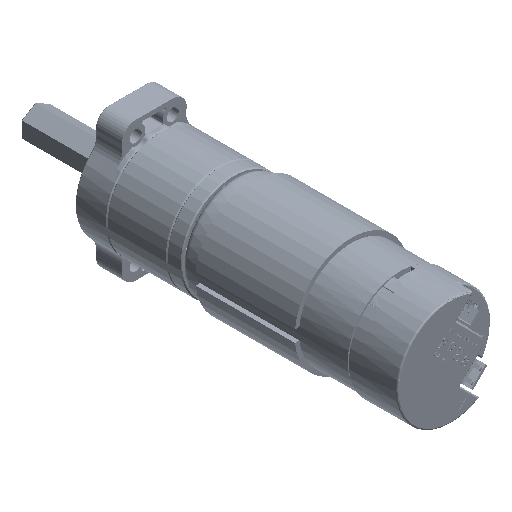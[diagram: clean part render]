
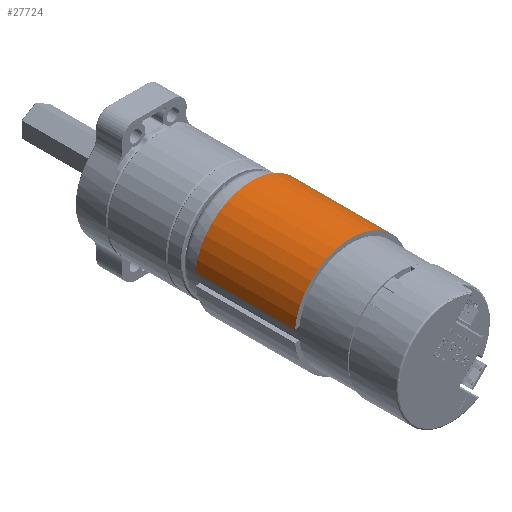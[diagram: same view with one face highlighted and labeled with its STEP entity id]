
A CAD part, isometric view. The second image highlights one B-rep face of the part: STEP entity #27724.
In plain terms, the highlighted cylindrical face has radius 19.5 mm (diameter 39 mm), a partial arc.
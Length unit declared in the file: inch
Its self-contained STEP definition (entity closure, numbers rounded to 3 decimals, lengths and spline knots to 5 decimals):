
#4410 = CIRCLE ( 'NONE', #96766, 0.76772 ) ;
#8393 = CARTESIAN_POINT ( 'NONE',  ( 0.76367, -0.07874, 0. ) ) ;
#17052 = EDGE_CURVE ( 'NONE', #70171, #165254, #4410, .T. ) ;
#18480 = CARTESIAN_POINT ( 'NONE',  ( 0., 0., 0.62205 ) ) ;
#27724 = ADVANCED_FACE ( 'NONE', ( #51240 ), #82045, .T. ) ;
#30397 = ORIENTED_EDGE ( 'NONE', *, *, #17052, .T. ) ;
#32767 = ORIENTED_EDGE ( 'NONE', *, *, #177617, .F. ) ;
#39195 = CARTESIAN_POINT ( 'NONE',  ( 0., 0., 1.96063 ) ) ;
#43985 = DIRECTION ( 'NONE',  ( 0., 0., -1. ) ) ;
#51240 = FACE_OUTER_BOUND ( 'NONE', #186673, .T. ) ;
#56505 = EDGE_CURVE ( 'NONE', #165254, #119554, #115327, .T. ) ;
#59173 = EDGE_CURVE ( 'NONE', #112413, #70171, #183782, .T. ) ;
#69480 = CARTESIAN_POINT ( 'NONE',  ( 0., 0., -0.2815 ) ) ;
#70171 = VERTEX_POINT ( 'NONE', #154115 ) ;
#74021 = AXIS2_PLACEMENT_3D ( 'NONE', #69480, #97454, #167799 ) ;
#76367 = DIRECTION ( 'NONE',  ( 0., 0., -1. ) ) ;
#81363 = CIRCLE ( 'NONE', #90702, 0.76772 ) ;
#82045 = CYLINDRICAL_SURFACE ( 'NONE', #74021, 0.76772 ) ;
#90702 = AXIS2_PLACEMENT_3D ( 'NONE', #18480, #76367, #164976 ) ;
#94582 = CARTESIAN_POINT ( 'NONE',  ( 0.76367, -0.07874, 0.62205 ) ) ;
#96766 = AXIS2_PLACEMENT_3D ( 'NONE', #39195, #156714, #176853 ) ;
#97454 = DIRECTION ( 'NONE',  ( 0., 0., -1. ) ) ;
#112413 = VERTEX_POINT ( 'NONE', #94582 ) ;
#115327 = LINE ( 'NONE', #130700, #189060 ) ;
#119554 = VERTEX_POINT ( 'NONE', #129143 ) ;
#129143 = CARTESIAN_POINT ( 'NONE',  ( -0.76772, 0., 0.62205 ) ) ;
#130497 = CARTESIAN_POINT ( 'NONE',  ( -0.76772, 0., 1.96063 ) ) ;
#130700 = CARTESIAN_POINT ( 'NONE',  ( -0.76772, 0., -0.2815 ) ) ;
#140825 = ORIENTED_EDGE ( 'NONE', *, *, #59173, .T. ) ;
#144882 = ORIENTED_EDGE ( 'NONE', *, *, #56505, .T. ) ;
#154115 = CARTESIAN_POINT ( 'NONE',  ( 0.76367, -0.07874, 1.96063 ) ) ;
#156714 = DIRECTION ( 'NONE',  ( 0., 0., -1. ) ) ;
#164976 = DIRECTION ( 'NONE',  ( -1., 0., 0. ) ) ;
#165254 = VERTEX_POINT ( 'NONE', #130497 ) ;
#167799 = DIRECTION ( 'NONE',  ( -1., 0., 0. ) ) ;
#170629 = VECTOR ( 'NONE', #182809, 39.37008 ) ;
#176853 = DIRECTION ( 'NONE',  ( -1., 0., 0. ) ) ;
#177617 = EDGE_CURVE ( 'NONE', #112413, #119554, #81363, .T. ) ;
#182809 = DIRECTION ( 'NONE',  ( 0., 0., 1. ) ) ;
#183782 = LINE ( 'NONE', #8393, #170629 ) ;
#186673 = EDGE_LOOP ( 'NONE', ( #30397, #144882, #32767, #140825 ) ) ;
#189060 = VECTOR ( 'NONE', #43985, 39.37008 ) ;
